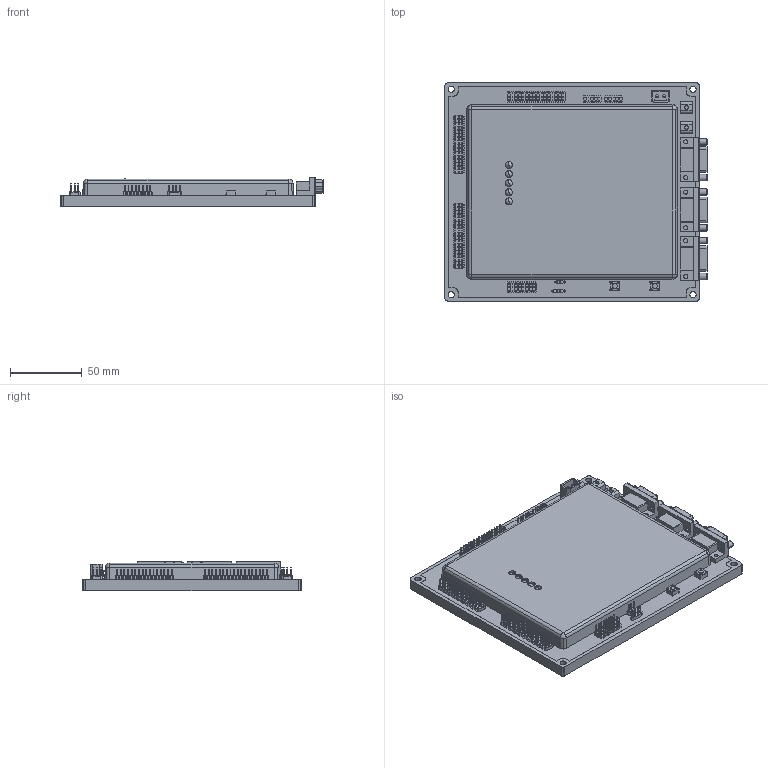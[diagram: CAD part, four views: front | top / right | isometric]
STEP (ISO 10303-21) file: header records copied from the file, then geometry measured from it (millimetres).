
FILE_DESCRIPTION((''),'2;1');
FILE_NAME('Robot Controller.stp','2006-01-07T21:06:12',('Owner'),(''),'Autodesk Inventor (R) 6.0','Autodesk Inventor (R) 6.0','');
FILE_SCHEMA(('AUTOMOTIVE_DESIGN { 1 0 10303 214 1 1 1 1 }'));
Length unit declared in the file: inch
Products named in the file (13): Robot Controller; Robot Controller Back Cover; Robot Controller PCB; 4 Pin Connector; Robot Controller Top Cover; Robot Controller 9F Dshell; Robot Controller 9M Dshell; 3 Pin Connector; 2 Pin Connector; Robot Controller Screw Terminal; PCB PB Switch; LED - Green; Robot Controller Batt Connector
Assembly tree (86 placements, depth 2):
  Robot Controller
    Robot Controller Back Cover
    Robot Controller PCB
    4 Pin Connector
    Robot Controller Top Cover
    Robot Controller 9F Dshell  x2
    Robot Controller 9M Dshell
    3 Pin Connector  x59
    2 Pin Connector  x10
    Robot Controller Screw Terminal  x2
    PCB PB Switch  x2
    LED - Green  x5
    Robot Controller Batt Connector
Bounding box: 183.2 x 152.4 x 20.33 mm (x, y, z)
Volume: 204553.6 mm3; surface area: 185292.1 mm2
Topology: 86 solids, 86 shells, 6334 faces, 14178 edges, 8489 vertices
Faces by surface type: plane 5785, cylinder 298, bspline 175, cone 68, sphere 8
Entity records: 27817 total; most frequent: CARTESIAN_POINT 6354, DIRECTION 4444, ORIENTED_EDGE 4216, EDGE_CURVE 2108, AXIS2_PLACEMENT_3D 1495, VECTOR 1454, LINE 1454, VERTEX_POINT 1335
